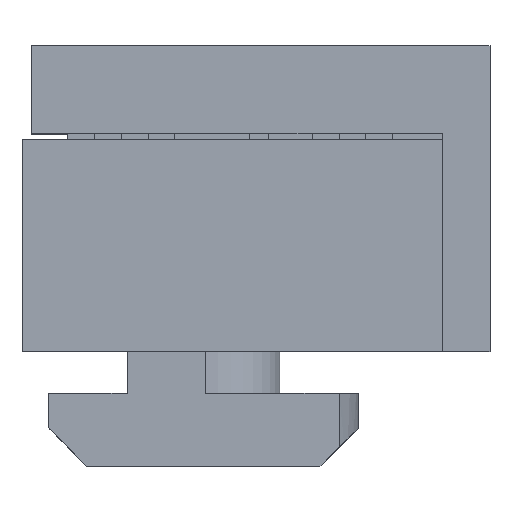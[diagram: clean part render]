
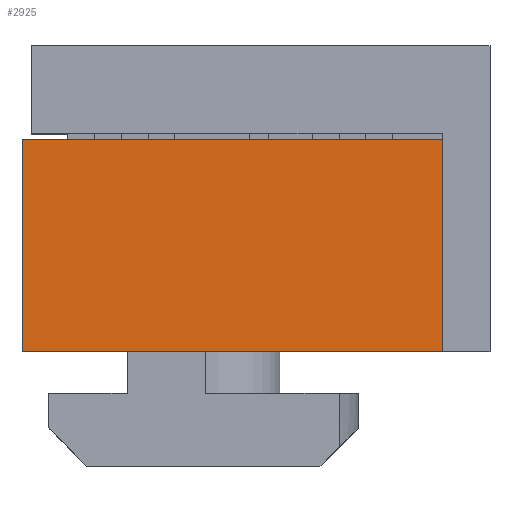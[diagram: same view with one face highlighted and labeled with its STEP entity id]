
A CAD part, top view. The second image highlights one B-rep face of the part: STEP entity #2925.
In plain terms, the highlighted planar face has unit normal (0, 0, 1).
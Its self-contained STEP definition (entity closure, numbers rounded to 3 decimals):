
#701=ORIENTED_EDGE('',*,*,#1326,.T.);
#702=ORIENTED_EDGE('',*,*,#1332,.F.);
#703=ORIENTED_EDGE('',*,*,#1333,.F.);
#704=ORIENTED_EDGE('',*,*,#1328,.T.);
#1326=EDGE_CURVE('',#1664,#1663,#1947,.T.);
#1328=EDGE_CURVE('',#1665,#1664,#1949,.T.);
#1332=EDGE_CURVE('',#1668,#1663,#1953,.T.);
#1333=EDGE_CURVE('',#1665,#1668,#1954,.T.);
#1663=VERTEX_POINT('',#4748);
#1664=VERTEX_POINT('',#4750);
#1665=VERTEX_POINT('',#4754);
#1668=VERTEX_POINT('',#4762);
#1947=LINE('',#4749,#2279);
#1949=LINE('',#4753,#2281);
#1953=LINE('',#4761,#2285);
#1954=LINE('',#4763,#2286);
#2279=VECTOR('',#3840,1000.);
#2281=VECTOR('',#3844,1000.);
#2285=VECTOR('',#3850,1000.);
#2286=VECTOR('',#3851,1000.);
#2487=EDGE_LOOP('',(#701,#702,#703,#704));
#2655=FACE_BOUND('',#2487,.T.);
#2775=PLANE('',#3202);
#2925=ADVANCED_FACE('',(#2655),#2775,.F.);
#3202=AXIS2_PLACEMENT_3D('',#4760,#3848,#3849);
#3840=DIRECTION('',(0.,-1.,0.));
#3844=DIRECTION('',(-1.,0.,0.));
#3848=DIRECTION('',(0.,0.,-1.));
#3849=DIRECTION('',(-1.,0.,0.));
#3850=DIRECTION('',(-1.,0.,0.));
#3851=DIRECTION('',(0.,-1.,0.));
#4748=CARTESIAN_POINT('',(-9.5,0.,8.));
#4749=CARTESIAN_POINT('',(-9.5,11.1,8.));
#4750=CARTESIAN_POINT('',(-9.5,11.1,8.));
#4753=CARTESIAN_POINT('',(12.5,11.1,8.));
#4754=CARTESIAN_POINT('',(12.5,11.1,8.));
#4760=CARTESIAN_POINT('',(12.5,11.1,8.));
#4761=CARTESIAN_POINT('',(12.5,0.,8.));
#4762=CARTESIAN_POINT('',(12.5,0.,8.));
#4763=CARTESIAN_POINT('',(12.5,11.1,8.));
